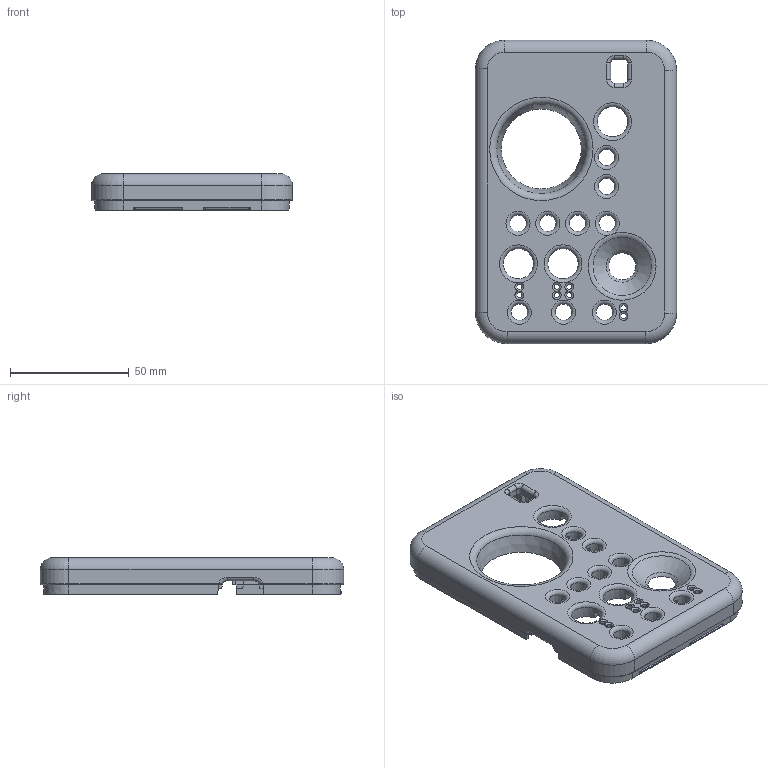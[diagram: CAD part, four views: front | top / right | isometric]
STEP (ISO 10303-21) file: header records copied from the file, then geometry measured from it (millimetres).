
FILE_DESCRIPTION(/* description */ (''),/* implementation_level */ '2;1');
FILE_NAME(/* name */ 'Front - Supercon 2023 Badge Enclosure - Basic-2.step',/* time_stamp */ '2023-10-27T20:26:20-07:00',/* author */ (''),/* organization */ (''),/* preprocessor_version */ 'ST-DEVELOPER v20',/* originating_system */ 'Autodesk Translation Framework v12.14.0.127',/* authorisation */ '');
FILE_SCHEMA (('AUTOMOTIVE_DESIGN { 1 0 10303 214 3 1 1 }'));
Length unit declared in the file: millimetre
Products named in the file (1): Supercon 2023 Badge Enclosure - Basic
Bounding box: 84.6 x 127.6 x 15.4 mm (x, y, z)
Volume: 43311.9 mm3; surface area: 34156.8 mm2
Topology: 1 solids, 1 shells, 483 faces, 1350 edges, 851 vertices
Faces by surface type: plane 278, cylinder 75, cone 66, torus 51, bspline 13
Entity records: 16356 total; most frequent: CARTESIAN_POINT 3524, DIRECTION 2777, ORIENTED_EDGE 2700, EDGE_CURVE 1350, AXIS2_PLACEMENT_3D 1042, VERTEX_POINT 851, LINE 693, VECTOR 693
